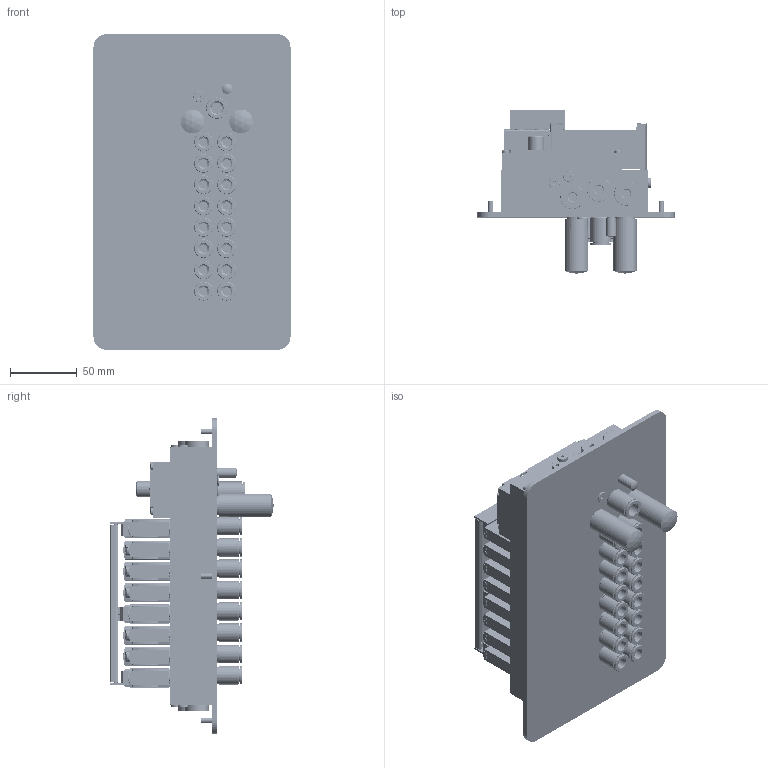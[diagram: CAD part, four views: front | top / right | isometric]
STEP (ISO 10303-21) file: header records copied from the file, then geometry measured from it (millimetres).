
FILE_DESCRIPTION(/* description */ ('VTUG-MP-Ventilinsel'),/* implementation_level */ '2;1');
FILE_NAME(/* name */ 'VTUG 14, 8 op met doorvoerplaat en IO-link.stp',/* time_stamp */ '2018-07-18T12:05:26+02:00',/* author */ ('user'),/* organization */ ('FESTO'),/* preprocessor_version */ 'ST-DEVELOPER v16.5',/* originating_system */ 'Autodesk Inventor 2017',/* authorisation */ '');
FILE_SCHEMA (('AP203_CONFIGURATION_CONTROLLED_3D_DESIGN_OF_MECHANICAL_PARTS_AND_ASSEMBLIES_MIM_LF { 1 0 10303 203 3 1 4 }','AUTOMOTIVE_DESIGN { 1 0 10303 214 3 1 1 }'));
Length unit declared in the file: millimetre
Products named in the file (20): 573606 VTUG-14-VRLK-B1T-G14B-DTB-G18SU-8VK+TTSC; 573605 VABM-L1-14--WB-G14-8-GR-- ---(MF); 573479 VUVG-B14-T32C-MZT-F-1T1L---(V_G18); 1061809 F-M2.5X37-10.9; 3569 B-1/4---(VTUG); 174308 B-M5-B---(VTUG); 573384 VAEM-L1-S-8-PT---(0)_p; 1426888 F-M3x17-10.9; 174308 B-M5-B; 573515 ASCF-H-L1-14-8V---(T); 1478897 ASCF-H-L1-L---(S); 1488418 ASCF-H-L1---(H); 1491427 ASCF-H-L1-R---(S); dichting maat 14, 8; doorvoerplaat maat 14, 8; 165004 UC-1/4; 165003 UC-M5; 578404 NPQH-BK-M5-P10; 578378 NPQH-DK-G14-Q10-P10; 578376 NPQH-DK-G18-Q8-P10
Assembly tree (68 placements, depth 2):
  573606 VTUG-14-VRLK-B1T-G14B-DTB-G18SU-8VK+TTSC
    573605 VABM-L1-14--WB-G14-8-GR-- ---(MF)
    573479 VUVG-B14-T32C-MZT-F-1T1L---(V_G18)  x8
    1061809 F-M2.5X37-10.9  x16
    3569 B-1/4---(VTUG)  x6
    174308 B-M5-B---(VTUG)  x4
    573384 VAEM-L1-S-8-PT---(0)_p
    1426888 F-M3x17-10.9  x4
    174308 B-M5-B
    573515 ASCF-H-L1-14-8V---(T)
    1478897 ASCF-H-L1-L---(S)
    1488418 ASCF-H-L1---(H)
    1491427 ASCF-H-L1-R---(S)
    dichting maat 14, 8
    doorvoerplaat maat 14, 8
    165004 UC-1/4  x2
    165003 UC-M5
    578404 NPQH-BK-M5-P10
    578378 NPQH-DK-G14-Q10-P10
    578376 NPQH-DK-G18-Q8-P10  x16
Bounding box: 148 x 122.65 x 237 mm (x, y, z)
Volume: 1089813 mm3; surface area: 393996.2 mm2
Topology: 68 solids, 68 shells, 4822 faces, 11736 edges, 7604 vertices
Faces by surface type: plane 3043, cylinder 1148, cone 473, torus 86, sphere 68, bspline 4
Full cylindrical faces by diameter (mm): 0.7 x3, 0.9 x3, 1 x5, 2.013 x16, 2.2 x16, 2.459 x4, 2.5 x20, 2.6 x23, 2.7 x24, 2.8 x4, 3 x4, 3.2 x3, 3.242 x6, 3.3 x1, 3.6 x1, 3.9 x16, 4 x22, 4.134 x8, 4.5 x20, 4.6 x2, 5 x13, 5.3 x16, 5.5 x2, 5.6 x4, 6 x24, 6.1 x16, 6.2 x2, 6.5 x41, 6.579 x2, 7.2 x5
Entity records: 47316 total; most frequent: CARTESIAN_POINT 8971, DIRECTION 7963, ORIENTED_EDGE 7028, EDGE_CURVE 3514, AXIS2_PLACEMENT_3D 2911, VERTEX_POINT 2548, EDGE_LOOP 2384, LINE 2141
